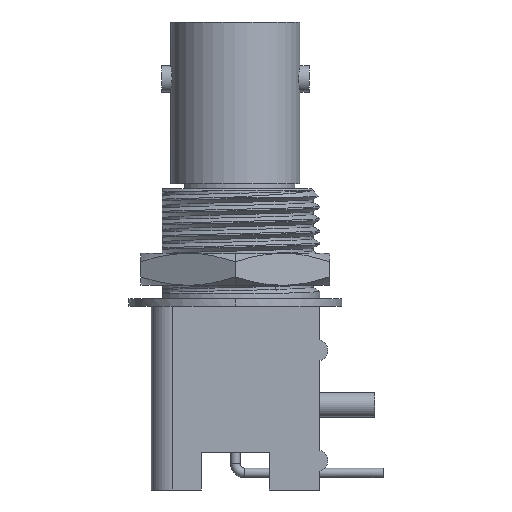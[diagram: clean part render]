
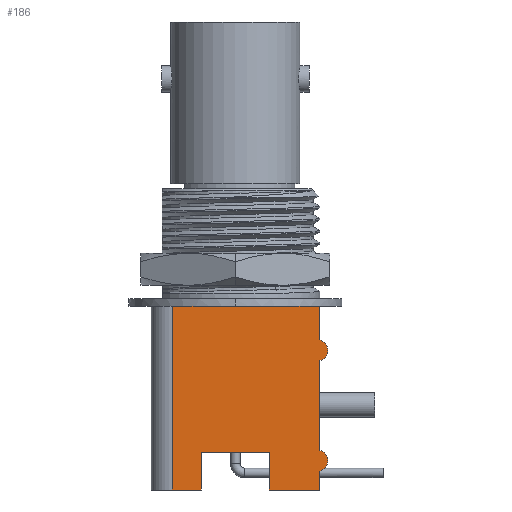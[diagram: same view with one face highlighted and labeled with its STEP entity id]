
A CAD part, left-side view. The second image highlights one B-rep face of the part: STEP entity #186.
In plain terms, the highlighted planar face has unit normal (-1, 0, 0).
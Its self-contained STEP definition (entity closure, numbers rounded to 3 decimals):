
#186=ADVANCED_FACE('',(#531),#532,.T.);
#531=FACE_OUTER_BOUND('',#2533,.T.);
#532=PLANE('',#2534);
#2533=EDGE_LOOP('',(#3726,#3727,#3728,#3729,#3730,#3731,#3732,#3733,#3734,#3735,#3736,#3737,#3738,#3739));
#2534=AXIS2_PLACEMENT_3D('',#3740,#3741,#3742);
#3726=ORIENTED_EDGE('',*,*,#4562,.T.);
#3727=ORIENTED_EDGE('',*,*,#4605,.T.);
#3728=ORIENTED_EDGE('',*,*,#4606,.F.);
#3729=ORIENTED_EDGE('',*,*,#4607,.T.);
#3730=ORIENTED_EDGE('',*,*,#4608,.T.);
#3731=ORIENTED_EDGE('',*,*,#4609,.F.);
#3732=ORIENTED_EDGE('',*,*,#4610,.F.);
#3733=ORIENTED_EDGE('',*,*,#4611,.F.);
#3734=ORIENTED_EDGE('',*,*,#4612,.T.);
#3735=ORIENTED_EDGE('',*,*,#4613,.F.);
#3736=ORIENTED_EDGE('',*,*,#4614,.T.);
#3737=ORIENTED_EDGE('',*,*,#4615,.F.);
#3738=ORIENTED_EDGE('',*,*,#4563,.T.);
#3739=ORIENTED_EDGE('',*,*,#4582,.F.);
#3740=CARTESIAN_POINT('',(-7.379,-6.274,-21.209));
#3741=DIRECTION('',(-1.0,0.0,0.0));
#3742=DIRECTION('',(0.0,0.0,1.0));
#4562=EDGE_CURVE('',#4837,#5352,#5354,.T.);
#4563=EDGE_CURVE('',#5355,#5356,#5357,.T.);
#4582=EDGE_CURVE('',#4837,#5356,#5382,.T.);
#4605=EDGE_CURVE('',#5352,#5420,#5422,.T.);
#4606=EDGE_CURVE('',#5423,#5420,#5424,.T.);
#4607=EDGE_CURVE('',#5423,#5425,#5426,.T.);
#4608=EDGE_CURVE('',#5425,#5427,#5428,.T.);
#4609=EDGE_CURVE('',#5429,#5427,#5430,.T.);
#4610=EDGE_CURVE('',#5431,#5429,#5432,.T.);
#4611=EDGE_CURVE('',#5433,#5431,#5434,.T.);
#4612=EDGE_CURVE('',#5433,#5435,#5436,.T.);
#4613=EDGE_CURVE('',#5437,#5435,#5438,.T.);
#4614=EDGE_CURVE('',#5437,#5439,#5440,.T.);
#4615=EDGE_CURVE('',#5355,#5439,#5441,.T.);
#4837=VERTEX_POINT('',#5764);
#5352=VERTEX_POINT('',#8376);
#5354=LINE('',#8378,#8379);
#5355=VERTEX_POINT('',#8380);
#5356=VERTEX_POINT('',#8381);
#5357=LINE('',#8382,#8383);
#5382=LINE('',#8417,#8418);
#5420=VERTEX_POINT('',#8474);
#5422=LINE('',#8476,#8477);
#5423=VERTEX_POINT('',#8478);
#5424=LINE('',#8479,#8480);
#5425=VERTEX_POINT('',#8481);
#5426=LINE('',#8482,#8483);
#5427=VERTEX_POINT('',#8484);
#5428=LINE('',#8485,#8486);
#5429=VERTEX_POINT('',#8487);
#5430=LINE('',#8488,#8489);
#5431=VERTEX_POINT('',#8490);
#5432=LINE('',#8491,#8492);
#5433=VERTEX_POINT('',#8493);
#5434=LINE('',#8494,#8495);
#5435=VERTEX_POINT('',#8496);
#5436=CIRCLE('',#8497,0.787);
#5437=VERTEX_POINT('',#8498);
#5438=LINE('',#8499,#8500);
#5439=VERTEX_POINT('',#8501);
#5440=CIRCLE('',#8502,0.787);
#5441=LINE('',#8503,#8504);
#5764=CARTESIAN_POINT('',(-7.379,2.926,-21.209));
#8376=CARTESIAN_POINT('',(-7.379,4.699,-21.209));
#8378=CARTESIAN_POINT('',(-7.379,2.926,-21.209));
#8379=VECTOR('',#9154,1.773);
#8380=CARTESIAN_POINT('',(-7.379,-6.274,-21.209));
#8381=CARTESIAN_POINT('',(-7.379,-2.926,-21.209));
#8382=CARTESIAN_POINT('',(-7.379,-6.274,-21.209));
#8383=VECTOR('',#9155,3.348);
#8417=CARTESIAN_POINT('',(-7.379,2.926,-21.209));
#8418=VECTOR('',#9192,5.851);
#8474=CARTESIAN_POINT('',(-7.379,4.699,-34.925));
#8476=CARTESIAN_POINT('',(-7.379,4.699,-21.209));
#8477=VECTOR('',#9223,13.716);
#8478=CARTESIAN_POINT('',(-7.379,2.54,-34.925));
#8479=CARTESIAN_POINT('',(-7.379,2.54,-34.925));
#8480=VECTOR('',#9224,2.159);
#8481=CARTESIAN_POINT('',(-7.379,2.54,-32.131));
#8482=CARTESIAN_POINT('',(-7.379,2.54,-34.925));
#8483=VECTOR('',#9225,2.794);
#8484=CARTESIAN_POINT('',(-7.379,-2.54,-32.131));
#8485=CARTESIAN_POINT('',(-7.379,2.54,-32.131));
#8486=VECTOR('',#9226,5.08);
#8487=CARTESIAN_POINT('',(-7.379,-2.54,-34.925));
#8488=CARTESIAN_POINT('',(-7.379,-2.54,-34.925));
#8489=VECTOR('',#9227,2.794);
#8490=CARTESIAN_POINT('',(-7.379,-6.274,-34.925));
#8491=CARTESIAN_POINT('',(-7.379,-6.274,-34.925));
#8492=VECTOR('',#9228,3.734);
#8493=CARTESIAN_POINT('',(-7.379,-6.274,-33.513));
#8494=CARTESIAN_POINT('',(-7.379,-6.274,-33.513));
#8495=VECTOR('',#9229,1.412);
#8496=CARTESIAN_POINT('',(-7.379,-6.274,-31.968));
#8497=AXIS2_PLACEMENT_3D('',#9230,#9231,#9232);
#8498=CARTESIAN_POINT('',(-7.379,-6.274,-25.273));
#8499=CARTESIAN_POINT('',(-7.379,-6.274,-25.273));
#8500=VECTOR('',#9233,6.695);
#8501=CARTESIAN_POINT('',(-7.379,-6.274,-23.728));
#8502=AXIS2_PLACEMENT_3D('',#9234,#9235,#9236);
#8503=CARTESIAN_POINT('',(-7.379,-6.274,-21.209));
#8504=VECTOR('',#9237,2.519);
#9154=DIRECTION('',(0.0,1.0,0.0));
#9155=DIRECTION('',(0.0,1.0,0.0));
#9192=DIRECTION('',(0.0,-1.0,0.0));
#9223=DIRECTION('',(0.0,0.0,-1.0));
#9224=DIRECTION('',(0.0,1.0,0.0));
#9225=DIRECTION('',(0.0,0.0,1.0));
#9226=DIRECTION('',(0.0,-1.0,0.0));
#9227=DIRECTION('',(0.0,0.0,1.0));
#9228=DIRECTION('',(0.0,1.0,0.0));
#9229=DIRECTION('',(0.0,0.0,-1.0));
#9230=CARTESIAN_POINT('',(-7.379,-6.121,-32.741));
#9231=DIRECTION('',(-1.0,-0.0,0.0));
#9232=DIRECTION('',(0.0,-0.194,-0.981));
#9233=DIRECTION('',(0.0,0.0,-1.0));
#9234=CARTESIAN_POINT('',(-7.379,-6.121,-24.5));
#9235=DIRECTION('',(-1.0,-0.0,0.0));
#9236=DIRECTION('',(0.0,-0.194,-0.981));
#9237=DIRECTION('',(0.0,0.0,-1.0));
